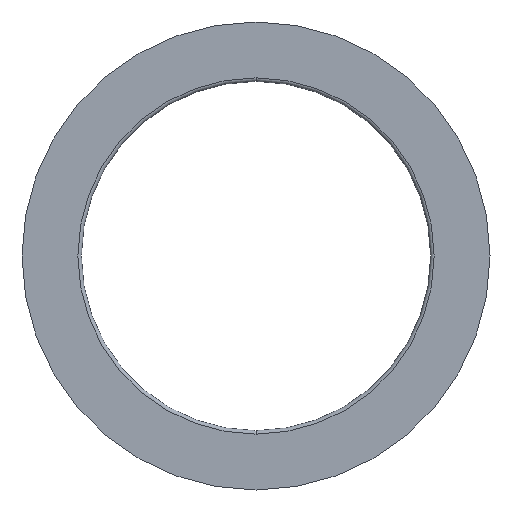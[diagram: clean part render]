
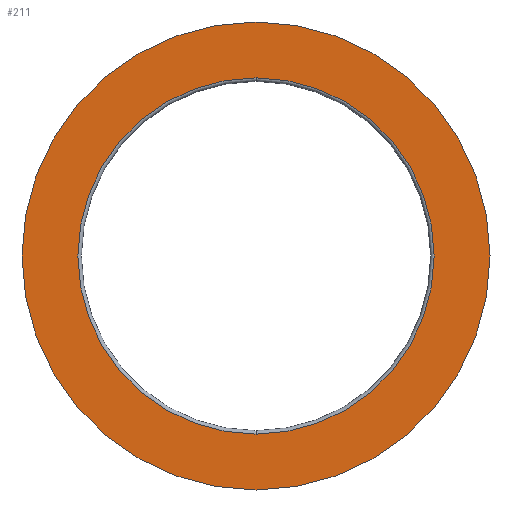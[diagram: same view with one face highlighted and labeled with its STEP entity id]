
A CAD part, front view. The second image highlights one B-rep face of the part: STEP entity #211.
In plain terms, the highlighted planar face has unit normal (0, -1, 0).
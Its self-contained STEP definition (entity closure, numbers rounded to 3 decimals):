
#7 = AXIS2_PLACEMENT_3D ( 'NONE', #413, #171, #106 ) ;
#22 = DIRECTION ( 'NONE',  ( 0., 0., 1. ) ) ;
#25 = AXIS2_PLACEMENT_3D ( 'NONE', #255, #331, #22 ) ;
#43 = DIRECTION ( 'NONE',  ( 0., -1., 0. ) ) ;
#56 = EDGE_CURVE ( 'NONE', #328, #419, #349, .T. ) ;
#61 = VERTEX_POINT ( 'NONE', #269 ) ;
#70 = CIRCLE ( 'NONE', #25, 134. ) ;
#82 = CARTESIAN_POINT ( 'NONE',  ( 0., 0., -102. ) ) ;
#93 = CIRCLE ( 'NONE', #7, 102. ) ;
#105 = FACE_BOUND ( 'NONE', #116, .T. ) ;
#106 = DIRECTION ( 'NONE',  ( 0., 0., 1. ) ) ;
#116 = EDGE_LOOP ( 'NONE', ( #250, #257 ) ) ;
#127 = CARTESIAN_POINT ( 'NONE',  ( 0., 0., 102. ) ) ;
#132 = DIRECTION ( 'NONE',  ( 0., 0., 1. ) ) ;
#152 = EDGE_CURVE ( 'NONE', #419, #328, #93, .T. ) ;
#161 = CARTESIAN_POINT ( 'NONE',  ( 0., 0., 0. ) ) ;
#163 = AXIS2_PLACEMENT_3D ( 'NONE', #341, #43, #310 ) ;
#171 = DIRECTION ( 'NONE',  ( 0., 1., 0. ) ) ;
#176 = CARTESIAN_POINT ( 'NONE',  ( 0., 0., -134. ) ) ;
#184 = ORIENTED_EDGE ( 'NONE', *, *, #351, .F. ) ;
#194 = EDGE_LOOP ( 'NONE', ( #184, #232 ) ) ;
#211 = ADVANCED_FACE ( 'NONE', ( #105, #376 ), #307, .T. ) ;
#232 = ORIENTED_EDGE ( 'NONE', *, *, #271, .F. ) ;
#250 = ORIENTED_EDGE ( 'NONE', *, *, #56, .T. ) ;
#255 = CARTESIAN_POINT ( 'NONE',  ( 0., 0., 0. ) ) ;
#257 = ORIENTED_EDGE ( 'NONE', *, *, #152, .T. ) ;
#269 = CARTESIAN_POINT ( 'NONE',  ( 0., 0., 134. ) ) ;
#271 = EDGE_CURVE ( 'NONE', #424, #61, #70, .T. ) ;
#290 = DIRECTION ( 'NONE',  ( 0., 1., 0. ) ) ;
#307 = PLANE ( 'NONE',  #163 ) ;
#310 = DIRECTION ( 'NONE',  ( 0., 0., -1. ) ) ;
#328 = VERTEX_POINT ( 'NONE', #127 ) ;
#331 = DIRECTION ( 'NONE',  ( 0., 1., 0. ) ) ;
#336 = CARTESIAN_POINT ( 'NONE',  ( 0., 0., 0. ) ) ;
#341 = CARTESIAN_POINT ( 'NONE',  ( -134., 0., 0. ) ) ;
#344 = AXIS2_PLACEMENT_3D ( 'NONE', #161, #398, #132 ) ;
#349 = CIRCLE ( 'NONE', #411, 102. ) ;
#351 = EDGE_CURVE ( 'NONE', #61, #424, #364, .T. ) ;
#364 = CIRCLE ( 'NONE', #344, 134. ) ;
#376 = FACE_OUTER_BOUND ( 'NONE', #194, .T. ) ;
#398 = DIRECTION ( 'NONE',  ( 0., 1., 0. ) ) ;
#411 = AXIS2_PLACEMENT_3D ( 'NONE', #336, #290, #433 ) ;
#413 = CARTESIAN_POINT ( 'NONE',  ( 0., 0., 0. ) ) ;
#419 = VERTEX_POINT ( 'NONE', #82 ) ;
#424 = VERTEX_POINT ( 'NONE', #176 ) ;
#433 = DIRECTION ( 'NONE',  ( 0., 0., 1. ) ) ;
